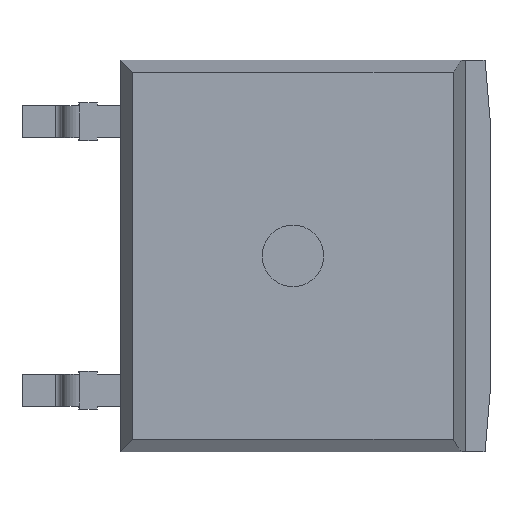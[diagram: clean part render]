
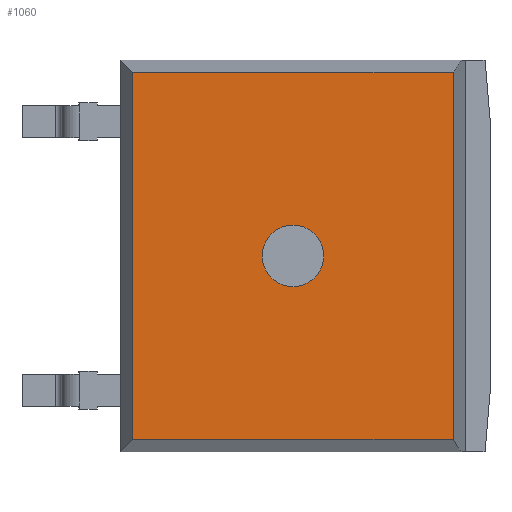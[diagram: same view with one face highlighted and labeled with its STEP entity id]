
A CAD part, top view. The second image highlights one B-rep face of the part: STEP entity #1060.
In plain terms, the highlighted planar face has unit normal (0, 0, 1).
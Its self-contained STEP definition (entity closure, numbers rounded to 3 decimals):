
#637 = VERTEX_POINT('',#638);
#638 = CARTESIAN_POINT('',(-5.,-7.45,4.42));
#644 = EDGE_CURVE('',#637,#645,#647,.T.);
#645 = VERTEX_POINT('',#646);
#646 = CARTESIAN_POINT('',(8.,-7.45,4.42));
#647 = LINE('',#648,#649);
#648 = CARTESIAN_POINT('',(-5.,-7.45,4.42));
#649 = VECTOR('',#650,1.);
#650 = DIRECTION('',(1.,0.,0.));
#667 = EDGE_CURVE('',#645,#668,#670,.T.);
#668 = VERTEX_POINT('',#669);
#669 = CARTESIAN_POINT('',(8.,7.45,4.42));
#670 = LINE('',#671,#672);
#671 = CARTESIAN_POINT('',(8.,-7.95,4.42));
#672 = VECTOR('',#673,1.);
#673 = DIRECTION('',(0.,1.,0.));
#720 = EDGE_CURVE('',#721,#637,#723,.T.);
#721 = VERTEX_POINT('',#722);
#722 = CARTESIAN_POINT('',(-5.,7.45,4.42));
#723 = LINE('',#724,#725);
#724 = CARTESIAN_POINT('',(-5.,7.95,4.42));
#725 = VECTOR('',#726,1.);
#726 = DIRECTION('',(0.,-1.,0.));
#1060 = ADVANCED_FACE('',(#1061,#1072),#1083,.F.);
#1061 = FACE_BOUND('',#1062,.F.);
#1062 = EDGE_LOOP('',(#1063,#1064,#1070,#1071));
#1063 = ORIENTED_EDGE('',*,*,#720,.F.);
#1064 = ORIENTED_EDGE('',*,*,#1065,.F.);
#1065 = EDGE_CURVE('',#668,#721,#1066,.T.);
#1066 = LINE('',#1067,#1068);
#1067 = CARTESIAN_POINT('',(8.,7.45,4.42));
#1068 = VECTOR('',#1069,1.);
#1069 = DIRECTION('',(-1.,0.,0.));
#1070 = ORIENTED_EDGE('',*,*,#667,.F.);
#1071 = ORIENTED_EDGE('',*,*,#644,.F.);
#1072 = FACE_BOUND('',#1073,.F.);
#1073 = EDGE_LOOP('',(#1074));
#1074 = ORIENTED_EDGE('',*,*,#1075,.F.);
#1075 = EDGE_CURVE('',#1076,#1076,#1078,.T.);
#1076 = VERTEX_POINT('',#1077);
#1077 = CARTESIAN_POINT('',(0.25,0.,4.42));
#1078 = CIRCLE('',#1079,1.25);
#1079 = AXIS2_PLACEMENT_3D('',#1080,#1081,#1082);
#1080 = CARTESIAN_POINT('',(1.5,0.,4.42));
#1081 = DIRECTION('',(0.,0.,-1.));
#1082 = DIRECTION('',(-1.,0.,0.));
#1083 = PLANE('',#1084);
#1084 = AXIS2_PLACEMENT_3D('',#1085,#1086,#1087);
#1085 = CARTESIAN_POINT('',(-5.5,-7.95,4.42));
#1086 = DIRECTION('',(0.,0.,-1.));
#1087 = DIRECTION('',(-1.,0.,0.));
